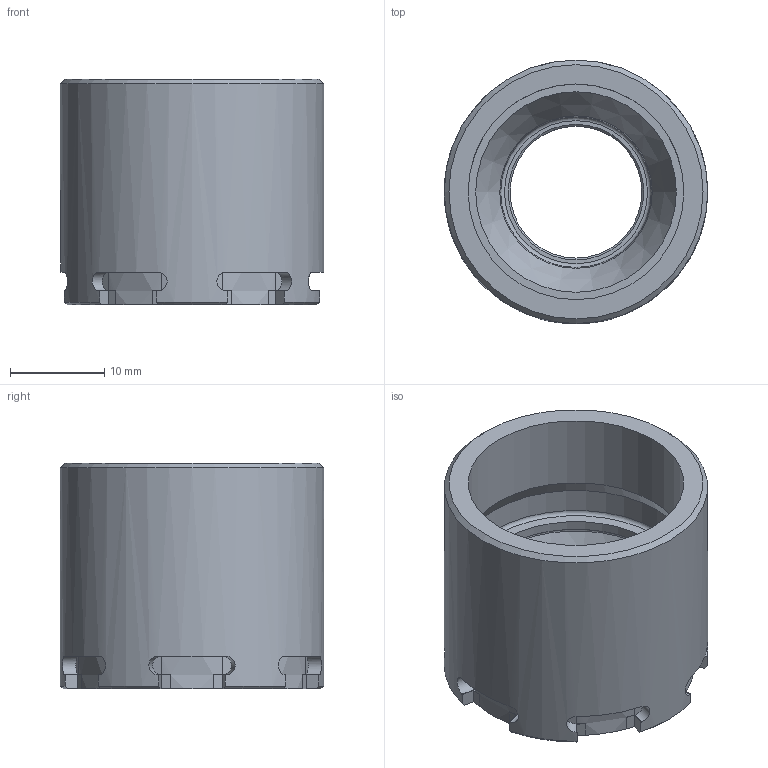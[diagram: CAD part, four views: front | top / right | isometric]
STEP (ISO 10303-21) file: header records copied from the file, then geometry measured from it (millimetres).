
FILE_DESCRIPTION(/* description */ (''),/* implementation_level */ '2;1');
FILE_NAME(/* name */ '352070000.stp',/* time_stamp */ '2022-09-23T10:48:00',/* author */ ('Ratnasingam Jekanthan'),/* organization */ ('REGO-FIX'),/* preprocessor_version */ ' Unknown',/* originating_system */ 'SIEMENS PLM Software Solid Edge ST10',/* authorization */ 'Unknown');
FILE_SCHEMA (('AUTOMOTIVE_DESIGN { 1 0 10303 214 2 1 1}'));
Length unit declared in the file: millimetre
Products named in the file (1): NOCUT
Bounding box: 28 x 28 x 24 mm (x, y, z)
Volume: 6336.1 mm3; surface area: 4551.2 mm2
Topology: 1 solids, 1 shells, 97 faces, 248 edges, 155 vertices
Faces by surface type: plane 58, cylinder 24, cone 12, torus 3
Full cylindrical faces by diameter (mm): 14 x1, 16 x1, 21.304 x1, 22.917 x1, 24.3 x1, 28 x1
Entity records: 3567 total; most frequent: CARTESIAN_POINT 551, DIRECTION 502, ORIENTED_EDGE 456, EDGE_CURVE 228, AXIS2_PLACEMENT_3D 185, VERTEX_POINT 150, LINE 132, VECTOR 132
